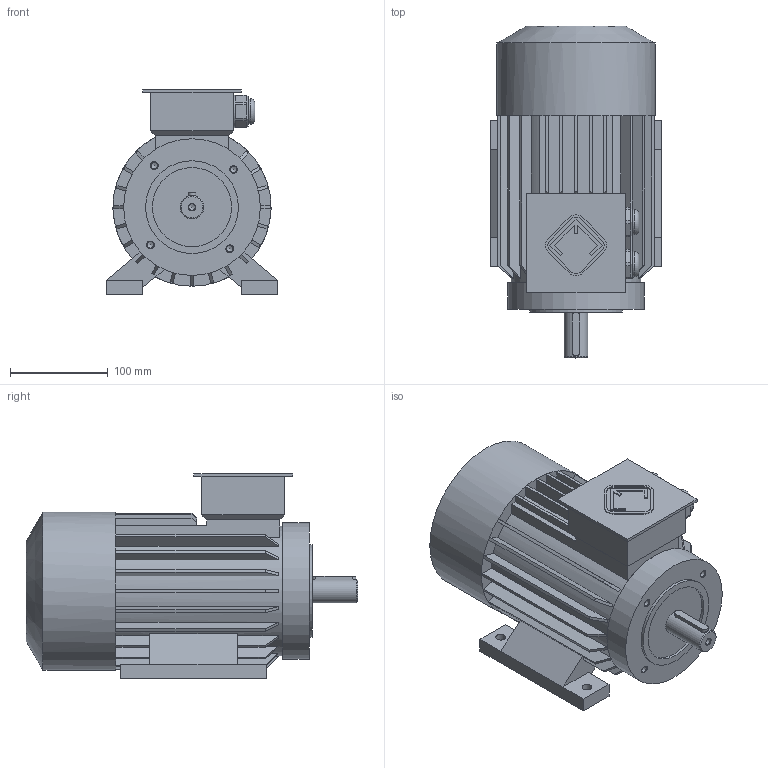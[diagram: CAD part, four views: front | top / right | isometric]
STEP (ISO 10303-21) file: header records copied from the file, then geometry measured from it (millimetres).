
FILE_DESCRIPTION(/* description */ ('Unknown'),/* implementation_level */ '2;1');
FILE_NAME(/* name */ 'AIS90L_В34',/* time_stamp */ '2021-03-23T13:22:21+03:00',/* author */ ('Unknown'),/* organization */ ('Unknown'),/* preprocessor_version */ 'ST-DEVELOPER v16',/* originating_system */ 'DEX',/* authorisation */ $);
FILE_SCHEMA (('AUTOMOTIVE_DESIGN {1 0 10303 214 3 1 1}'));
Length unit declared in the file: millimetre
Products named in the file (1): AIS90L_ﾂ34
Bounding box: 175 x 340 x 211 mm (x, y, z)
Volume: 5524600.3 mm3; surface area: 328644.5 mm2
Topology: 1 solids, 1 shells, 293 faces, 810 edges, 529 vertices
Faces by surface type: plane 199, cylinder 60, cone 32, torus 2
Full cylindrical faces by diameter (mm): 6.647 x10, 10 x4, 24 x1, 26.138 x2, 33 x2, 81 x1, 95 x1, 133 x1, 140 x1, 162 x1
Entity records: 11231 total; most frequent: CARTESIAN_POINT 1875, DIRECTION 1503, ORIENTED_EDGE 1488, EDGE_CURVE 744, AXIS2_PLACEMENT_3D 509, VERTEX_POINT 507, LINE 485, VECTOR 485
